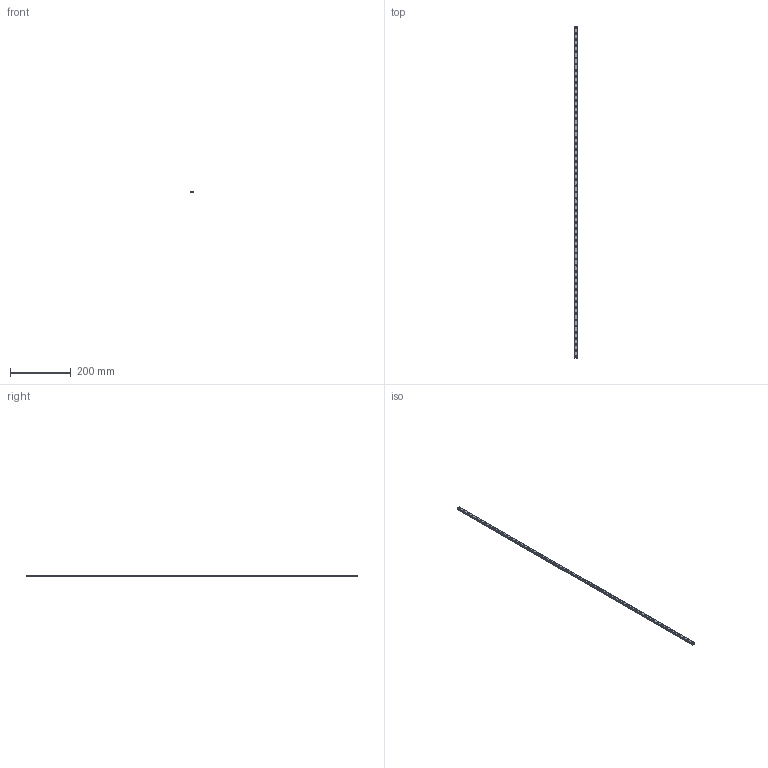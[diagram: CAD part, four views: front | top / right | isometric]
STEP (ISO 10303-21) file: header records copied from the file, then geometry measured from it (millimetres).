
FILE_DESCRIPTION(('STEP AP214'),'1');
FILE_NAME('cctmp_491F9AD9-1DAD-41CA-9DBA-E965783C857A_2021_02_18_14_20_58_0777..stp','2021-02-18T13:20:59',('HIWIN GmbH'),('CADClick - www.CADClick.com'),'Spatial InterOp 3D',' ','unknown authorization');
FILE_SCHEMA(('AUTOMOTIVE_DESIGN'));
Length unit declared in the file: millimetre
Products named in the file (1): MGNR09R1090CM_FILE
Bounding box: 9 x 1090 x 6.5 mm (x, y, z)
Volume: 53870 mm3; surface area: 44170 mm2
Topology: 1 solids, 1 shells, 590 faces, 1257 edges, 838 vertices
Faces by surface type: cylinder 346, plane 244
Entity records: 20977 total; most frequent: DIRECTION 3131, CARTESIAN_POINT 2686, ORIENTED_EDGE 2514, AXIS2_PLACEMENT_3D 1283, EDGE_CURVE 1257, VERTEX_POINT 838, EDGE_LOOP 759, CIRCLE 692
